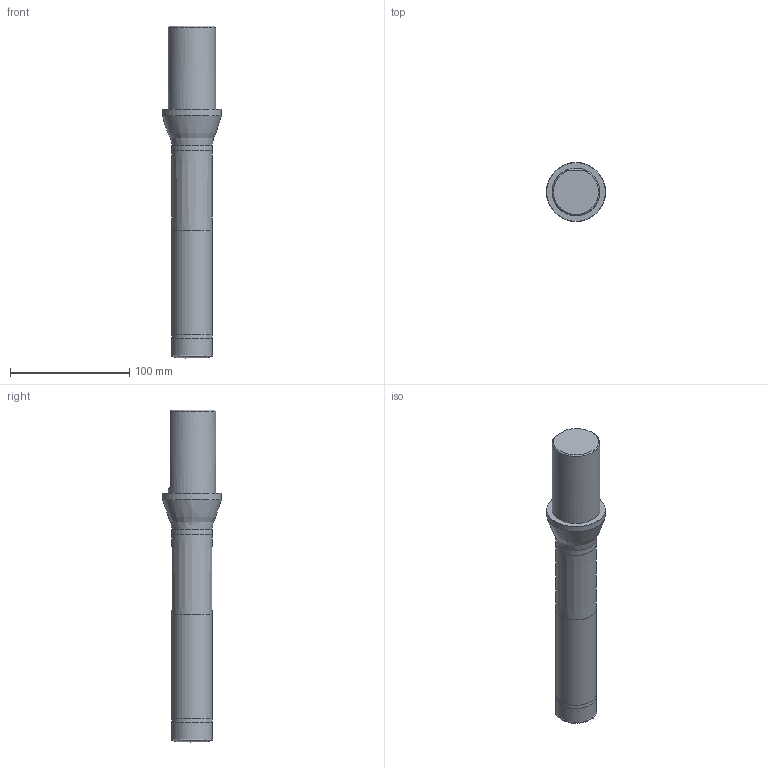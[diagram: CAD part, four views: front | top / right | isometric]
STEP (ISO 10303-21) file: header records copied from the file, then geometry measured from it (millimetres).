
FILE_DESCRIPTION(/* description */ (''),/* implementation_level */ '2;1');
FILE_NAME(/* name */ 'toolassembly_1.stp',/* time_stamp */ '2020-03-23T16:06:45+01:00',/* author */ (''),/* organization */ ('SMS'),/* preprocessor_version */ 'ST-DEVELOPER v16.7',/* originating_system */ 'SIEMENS PLM Software NX 12.0',/* authorisation */ '');
FILE_SCHEMA (('AUTOMOTIVE_DESIGN { 1 0 10303 214 3 1 1 1 }'));
Length unit declared in the file: millimetre
Products named in the file (5): CUT_20200323160613; CUT_20200323160611; NOCUT_20200323160519; ASSEMBLY_CONSTRUCTION; TOOLASSEMBLY_1
Assembly tree (4 placements, depth 2):
  TOOLASSEMBLY_1
    ASSEMBLY_CONSTRUCTION
    NOCUT_20200323160519
    CUT_20200323160611
    CUT_20200323160613
Bounding box: 49.5 x 49.5 x 278.99 mm (x, y, z)
Volume: 302623.2 mm3; surface area: 37907.4 mm2
Topology: 2 solids, 2 shells, 18 faces, 38 edges, 32 vertices
Faces by surface type: cylinder 6, plane 4, cone 4, bspline 3, revolution 1
Full cylindrical faces by diameter (mm): 33.775 x1, 34.125 x2, 39.992 x1, 49.5 x1
Entity records: 12456 total; most frequent: CARTESIAN_POINT 11915, DIRECTION 85, ORIENTED_EDGE 44, AXIS2_PLACEMENT_3D 40, EDGE_LOOP 31, FACE_BOUND 26, EDGE_CURVE 22, STYLED_ITEM 22
